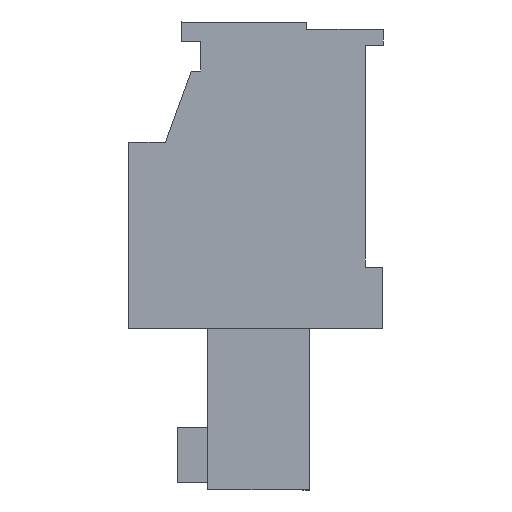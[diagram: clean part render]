
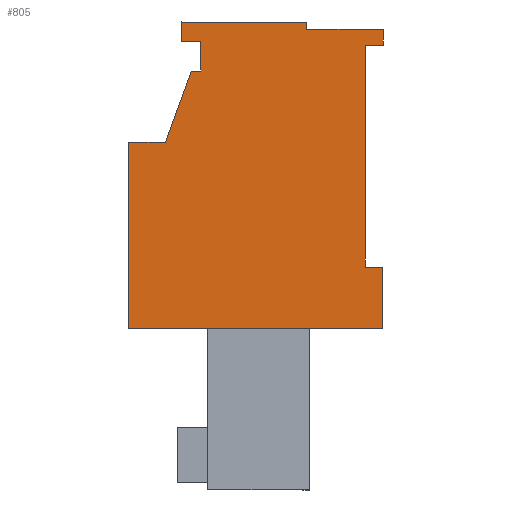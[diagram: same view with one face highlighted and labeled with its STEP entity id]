
A CAD part, left-side view. The second image highlights one B-rep face of the part: STEP entity #805.
In plain terms, the highlighted planar face has unit normal (-1, 0, 0).
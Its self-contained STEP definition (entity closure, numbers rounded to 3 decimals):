
#689=AXIS2_PLACEMENT_3D('Plane Axis2P3D',#686,#687,#688) ;
#49=CARTESIAN_POINT('Vertex',(0.,7.45,17.1)) ;
#52=CARTESIAN_POINT('Line Origine',(0.,7.45,17.7)) ;
#56=CARTESIAN_POINT('Vertex',(0.,7.45,18.3)) ;
#107=CARTESIAN_POINT('Line Origine',(0.,7.647,17.1)) ;
#111=CARTESIAN_POINT('Vertex',(0.,7.844,17.1)) ;
#686=CARTESIAN_POINT('Axis2P3D Location',(0.,5.25,6.6)) ;
#691=CARTESIAN_POINT('Line Origine',(0.,0.05,7.85)) ;
#695=CARTESIAN_POINT('Vertex',(0.,0.05,9.1)) ;
#697=CARTESIAN_POINT('Vertex',(0.,0.05,6.6)) ;
#700=CARTESIAN_POINT('Line Origine',(0.,0.4,9.1)) ;
#704=CARTESIAN_POINT('Vertex',(0.,0.75,9.1)) ;
#707=CARTESIAN_POINT('Line Origine',(0.,0.75,13.625)) ;
#711=CARTESIAN_POINT('Vertex',(0.,0.75,18.15)) ;
#714=CARTESIAN_POINT('Line Origine',(0.,0.375,18.15)) ;
#718=CARTESIAN_POINT('Vertex',(0.,0.,18.15)) ;
#721=CARTESIAN_POINT('Line Origine',(0.,0.,18.475)) ;
#725=CARTESIAN_POINT('Vertex',(0.,0.,18.8)) ;
#728=CARTESIAN_POINT('Line Origine',(0.,1.565,18.8)) ;
#732=CARTESIAN_POINT('Vertex',(0.,3.13,18.8)) ;
#735=CARTESIAN_POINT('Line Origine',(0.,3.13,18.95)) ;
#739=CARTESIAN_POINT('Vertex',(0.,3.13,19.1)) ;
#742=CARTESIAN_POINT('Line Origine',(0.,5.69,19.1)) ;
#746=CARTESIAN_POINT('Vertex',(0.,8.25,19.1)) ;
#749=CARTESIAN_POINT('Line Origine',(0.,8.25,18.7)) ;
#753=CARTESIAN_POINT('Vertex',(0.,8.25,18.3)) ;
#756=CARTESIAN_POINT('Line Origine',(0.,7.85,18.3)) ;
#761=CARTESIAN_POINT('Line Origine',(0.,8.372,15.65)) ;
#765=CARTESIAN_POINT('Vertex',(0.,8.9,14.2)) ;
#768=CARTESIAN_POINT('Line Origine',(0.,9.65,14.2)) ;
#772=CARTESIAN_POINT('Vertex',(0.,10.4,14.2)) ;
#775=CARTESIAN_POINT('Line Origine',(0.,10.4,10.4)) ;
#779=CARTESIAN_POINT('Vertex',(0.,10.4,6.6)) ;
#782=CARTESIAN_POINT('Line Origine',(0.,5.225,6.6)) ;
#53=DIRECTION('Vector Direction',(0.,0.,1.)) ;
#108=DIRECTION('Vector Direction',(0.,-1.,0.)) ;
#687=DIRECTION('Axis2P3D Direction',(1.,0.,0.)) ;
#688=DIRECTION('Axis2P3D XDirection',(0.,1.,0.)) ;
#692=DIRECTION('Vector Direction',(0.,0.,-1.)) ;
#701=DIRECTION('Vector Direction',(0.,-1.,0.)) ;
#708=DIRECTION('Vector Direction',(0.,0.,-1.)) ;
#715=DIRECTION('Vector Direction',(0.,1.,0.)) ;
#722=DIRECTION('Vector Direction',(0.,0.,-1.)) ;
#729=DIRECTION('Vector Direction',(0.,-1.,0.)) ;
#736=DIRECTION('Vector Direction',(0.,0.,1.)) ;
#743=DIRECTION('Vector Direction',(0.,-1.,0.)) ;
#750=DIRECTION('Vector Direction',(0.,0.,1.)) ;
#757=DIRECTION('Vector Direction',(0.,-1.,0.)) ;
#762=DIRECTION('Vector Direction',(0.,-0.342,0.94)) ;
#769=DIRECTION('Vector Direction',(0.,-1.,0.)) ;
#776=DIRECTION('Vector Direction',(0.,0.,1.)) ;
#783=DIRECTION('Vector Direction',(0.,1.,0.)) ;
#54=VECTOR('Line Direction',#53,1.) ;
#109=VECTOR('Line Direction',#108,1.) ;
#693=VECTOR('Line Direction',#692,1.) ;
#702=VECTOR('Line Direction',#701,1.) ;
#709=VECTOR('Line Direction',#708,1.) ;
#716=VECTOR('Line Direction',#715,1.) ;
#723=VECTOR('Line Direction',#722,1.) ;
#730=VECTOR('Line Direction',#729,1.) ;
#737=VECTOR('Line Direction',#736,1.) ;
#744=VECTOR('Line Direction',#743,1.) ;
#751=VECTOR('Line Direction',#750,1.) ;
#758=VECTOR('Line Direction',#757,1.) ;
#763=VECTOR('Line Direction',#762,1.) ;
#770=VECTOR('Line Direction',#769,1.) ;
#777=VECTOR('Line Direction',#776,1.) ;
#784=VECTOR('Line Direction',#783,1.) ;
#788=ORIENTED_EDGE('',*,*,#699,.F.) ;
#789=ORIENTED_EDGE('',*,*,#706,.F.) ;
#790=ORIENTED_EDGE('',*,*,#713,.F.) ;
#791=ORIENTED_EDGE('',*,*,#720,.F.) ;
#792=ORIENTED_EDGE('',*,*,#727,.F.) ;
#793=ORIENTED_EDGE('',*,*,#734,.F.) ;
#794=ORIENTED_EDGE('',*,*,#741,.T.) ;
#795=ORIENTED_EDGE('',*,*,#748,.F.) ;
#796=ORIENTED_EDGE('',*,*,#755,.F.) ;
#797=ORIENTED_EDGE('',*,*,#760,.T.) ;
#798=ORIENTED_EDGE('',*,*,#58,.F.) ;
#799=ORIENTED_EDGE('',*,*,#113,.F.) ;
#800=ORIENTED_EDGE('',*,*,#767,.F.) ;
#801=ORIENTED_EDGE('',*,*,#774,.F.) ;
#802=ORIENTED_EDGE('',*,*,#781,.F.) ;
#803=ORIENTED_EDGE('',*,*,#786,.F.) ;
#805=ADVANCED_FACE('HOUSING',(#804),#690,.F.) ;
#58=EDGE_CURVE('',#50,#57,#55,.T.) ;
#113=EDGE_CURVE('',#112,#50,#110,.T.) ;
#699=EDGE_CURVE('',#696,#698,#694,.T.) ;
#706=EDGE_CURVE('',#705,#696,#703,.T.) ;
#713=EDGE_CURVE('',#712,#705,#710,.T.) ;
#720=EDGE_CURVE('',#719,#712,#717,.T.) ;
#727=EDGE_CURVE('',#726,#719,#724,.T.) ;
#734=EDGE_CURVE('',#733,#726,#731,.T.) ;
#741=EDGE_CURVE('',#733,#740,#738,.T.) ;
#748=EDGE_CURVE('',#747,#740,#745,.T.) ;
#755=EDGE_CURVE('',#754,#747,#752,.T.) ;
#760=EDGE_CURVE('',#754,#57,#759,.T.) ;
#767=EDGE_CURVE('',#766,#112,#764,.T.) ;
#774=EDGE_CURVE('',#773,#766,#771,.T.) ;
#781=EDGE_CURVE('',#780,#773,#778,.T.) ;
#786=EDGE_CURVE('',#698,#780,#785,.T.) ;
#787=EDGE_LOOP('',(#788,#789,#790,#791,#792,#793,#794,#795,#796,#797,#798,#799,#800,#801,#802,#803)) ;
#804=FACE_OUTER_BOUND('',#787,.T.) ;
#55=LINE('Line',#52,#54) ;
#110=LINE('Line',#107,#109) ;
#694=LINE('Line',#691,#693) ;
#703=LINE('Line',#700,#702) ;
#710=LINE('Line',#707,#709) ;
#717=LINE('Line',#714,#716) ;
#724=LINE('Line',#721,#723) ;
#731=LINE('Line',#728,#730) ;
#738=LINE('Line',#735,#737) ;
#745=LINE('Line',#742,#744) ;
#752=LINE('Line',#749,#751) ;
#759=LINE('Line',#756,#758) ;
#764=LINE('Line',#761,#763) ;
#771=LINE('Line',#768,#770) ;
#778=LINE('Line',#775,#777) ;
#785=LINE('Line',#782,#784) ;
#690=PLANE('',#689) ;
#50=VERTEX_POINT('',#49) ;
#57=VERTEX_POINT('',#56) ;
#112=VERTEX_POINT('',#111) ;
#696=VERTEX_POINT('',#695) ;
#698=VERTEX_POINT('',#697) ;
#705=VERTEX_POINT('',#704) ;
#712=VERTEX_POINT('',#711) ;
#719=VERTEX_POINT('',#718) ;
#726=VERTEX_POINT('',#725) ;
#733=VERTEX_POINT('',#732) ;
#740=VERTEX_POINT('',#739) ;
#747=VERTEX_POINT('',#746) ;
#754=VERTEX_POINT('',#753) ;
#766=VERTEX_POINT('',#765) ;
#773=VERTEX_POINT('',#772) ;
#780=VERTEX_POINT('',#779) ;
